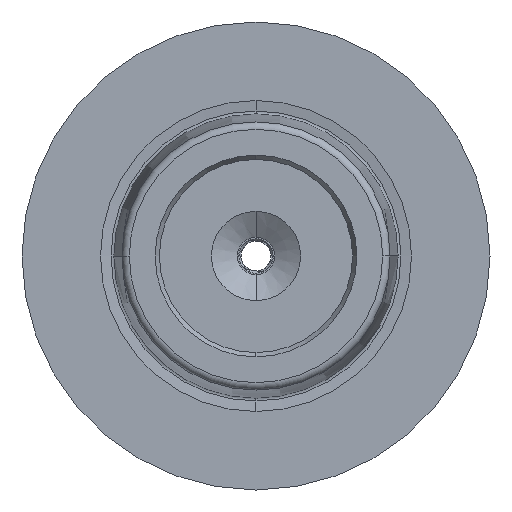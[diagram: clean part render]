
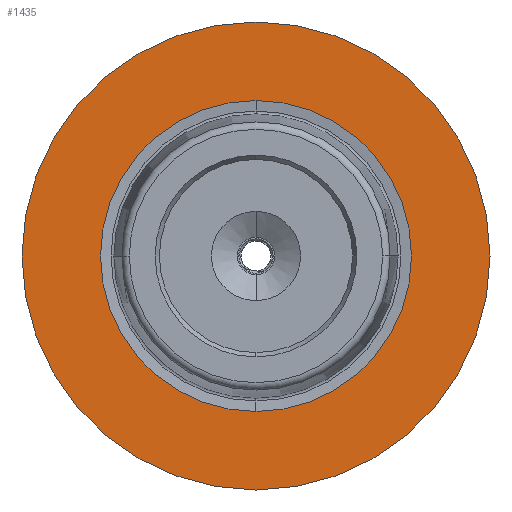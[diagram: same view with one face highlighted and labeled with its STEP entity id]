
A CAD part, left-side view. The second image highlights one B-rep face of the part: STEP entity #1435.
In plain terms, the highlighted planar face has unit normal (-1, 0, 0).
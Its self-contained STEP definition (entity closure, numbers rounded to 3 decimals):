
#128 = AXIS2_PLACEMENT_3D ( 'NONE', #4508, #4504, #4481 ) ;
#625 = DIRECTION ( 'NONE',  ( -1., 0., 0. ) ) ;
#729 = CARTESIAN_POINT ( 'NONE',  ( 0., 0., -20.93 ) ) ;
#1104 = CIRCLE ( 'NONE', #128, 20.93 ) ;
#1435 = ADVANCED_FACE ( 'NONE', ( #3211, #3135 ), #5337, .F. ) ;
#1592 = CIRCLE ( 'NONE', #5427, 31.5 ) ;
#1810 = CIRCLE ( 'NONE', #4476, 31.5 ) ;
#2096 = ORIENTED_EDGE ( 'NONE', *, *, #4180, .F. ) ;
#2226 = EDGE_CURVE ( 'NONE', #3850, #3331, #1810, .T. ) ;
#2505 = EDGE_CURVE ( 'NONE', #5394, #5745, #1104, .T. ) ;
#2570 = CIRCLE ( 'NONE', #2596, 20.93 ) ;
#2596 = AXIS2_PLACEMENT_3D ( 'NONE', #6057, #625, #3536 ) ;
#2681 = CARTESIAN_POINT ( 'NONE',  ( 0., 0., 0. ) ) ;
#2714 = DIRECTION ( 'NONE',  ( 0., 0., 1. ) ) ;
#2785 = DIRECTION ( 'NONE',  ( -1., 0., 0. ) ) ;
#2838 = DIRECTION ( 'NONE',  ( 0., 0., 1. ) ) ;
#2871 = CARTESIAN_POINT ( 'NONE',  ( 0., 0., -31.5 ) ) ;
#2883 = CARTESIAN_POINT ( 'NONE',  ( 0., 0., 20.93 ) ) ;
#2962 = DIRECTION ( 'NONE',  ( -1., 0., 0. ) ) ;
#3135 = FACE_BOUND ( 'NONE', #3405, .T. ) ;
#3211 = FACE_OUTER_BOUND ( 'NONE', #5969, .T. ) ;
#3331 = VERTEX_POINT ( 'NONE', #3505 ) ;
#3405 = EDGE_LOOP ( 'NONE', ( #5197, #2096 ) ) ;
#3438 = CARTESIAN_POINT ( 'NONE',  ( 0., 0., 0. ) ) ;
#3505 = CARTESIAN_POINT ( 'NONE',  ( 0., 0., 31.5 ) ) ;
#3530 = EDGE_CURVE ( 'NONE', #3331, #3850, #1592, .T. ) ;
#3536 = DIRECTION ( 'NONE',  ( 0., 0., 1. ) ) ;
#3850 = VERTEX_POINT ( 'NONE', #2871 ) ;
#3994 = AXIS2_PLACEMENT_3D ( 'NONE', #5220, #4869, #5207 ) ;
#4180 = EDGE_CURVE ( 'NONE', #5745, #5394, #2570, .T. ) ;
#4476 = AXIS2_PLACEMENT_3D ( 'NONE', #2681, #2785, #2714 ) ;
#4481 = DIRECTION ( 'NONE',  ( 0., 0., 1. ) ) ;
#4504 = DIRECTION ( 'NONE',  ( -1., 0., 0. ) ) ;
#4508 = CARTESIAN_POINT ( 'NONE',  ( 0., 0., 0. ) ) ;
#4869 = DIRECTION ( 'NONE',  ( 1., 0., 0. ) ) ;
#4900 = ORIENTED_EDGE ( 'NONE', *, *, #3530, .T. ) ;
#4967 = ORIENTED_EDGE ( 'NONE', *, *, #2226, .T. ) ;
#5197 = ORIENTED_EDGE ( 'NONE', *, *, #2505, .F. ) ;
#5207 = DIRECTION ( 'NONE',  ( 0., 0., -1. ) ) ;
#5220 = CARTESIAN_POINT ( 'NONE',  ( 0., 0., 0. ) ) ;
#5337 = PLANE ( 'NONE',  #3994 ) ;
#5394 = VERTEX_POINT ( 'NONE', #2883 ) ;
#5427 = AXIS2_PLACEMENT_3D ( 'NONE', #3438, #2962, #2838 ) ;
#5745 = VERTEX_POINT ( 'NONE', #729 ) ;
#5969 = EDGE_LOOP ( 'NONE', ( #4900, #4967 ) ) ;
#6057 = CARTESIAN_POINT ( 'NONE',  ( 0., 0., 0. ) ) ;
